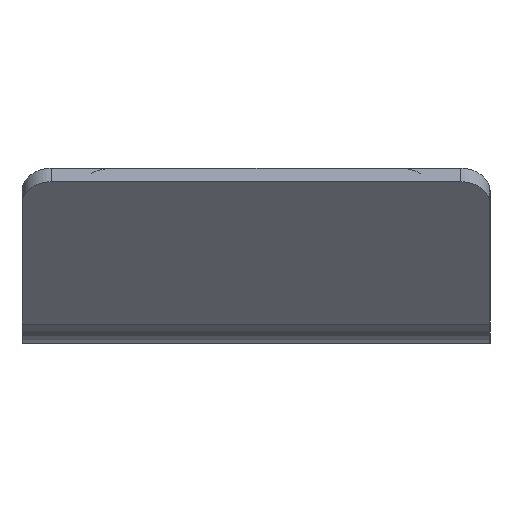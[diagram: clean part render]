
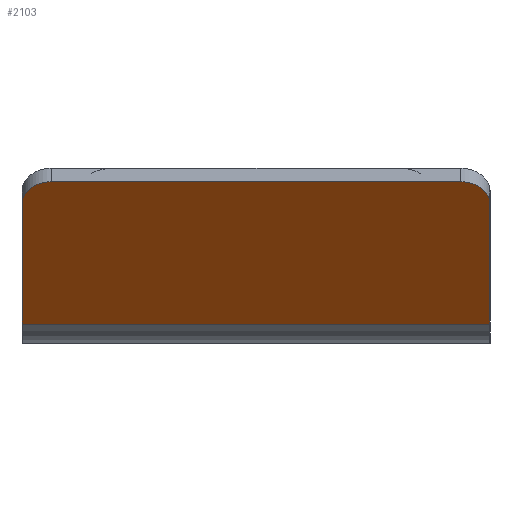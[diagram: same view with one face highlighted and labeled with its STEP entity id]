
A CAD part, left-side view. The second image highlights one B-rep face of the part: STEP entity #2103.
In plain terms, the highlighted planar face has unit normal (-0.749, 0, -0.663).
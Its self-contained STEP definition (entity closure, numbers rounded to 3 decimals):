
#23=DIRECTION('',(-0.663,0.,0.749));
#24=VECTOR('',#23,27.293);
#25=CARTESIAN_POINT('',(-174.497,0.,-47.431));
#26=LINE('',#25,#24);
#835=DIRECTION('',(0.,1.,0.));
#836=VECTOR('',#835,70.);
#837=CARTESIAN_POINT('',(-196.012,5.,-23.112));
#838=LINE('',#837,#836);
#847=CARTESIAN_POINT('',(-196.012,75.,-23.112));
#848=CARTESIAN_POINT('',(-196.012,75.848,-23.112));
#849=CARTESIAN_POINT('',(-195.757,77.16,-23.4));
#850=CARTESIAN_POINT('',(-195.044,78.628,-24.206));
#851=CARTESIAN_POINT('',(-194.034,79.648,-25.348));
#852=CARTESIAN_POINT('',(-193.143,80.,-26.354));
#853=CARTESIAN_POINT('',(-192.581,80.,-26.99));
#855=CARTESIAN_POINT('',(-192.581,0.,-26.99));
#856=CARTESIAN_POINT('',(-193.143,0.,-26.354));
#857=CARTESIAN_POINT('',(-194.034,0.352,
-25.348));
#858=CARTESIAN_POINT('',(-195.044,1.372,-24.206));
#859=CARTESIAN_POINT('',(-195.757,2.84,-23.4));
#860=CARTESIAN_POINT('',(-196.012,4.152,-23.112));
#861=CARTESIAN_POINT('',(-196.012,5.,-23.112));
#863=DIRECTION('',(0.,-1.,0.));
#864=VECTOR('',#863,80.);
#865=CARTESIAN_POINT('',(-174.497,80.,-47.431));
#866=LINE('',#865,#864);
#887=DIRECTION('',(-0.663,0.,0.749));
#888=VECTOR('',#887,27.293);
#889=CARTESIAN_POINT('',(-174.497,80.,-47.431));
#890=LINE('',#889,#888);
#917=CARTESIAN_POINT('',(-174.497,0.,-47.431));
#919=VERTEX_POINT('',#917);
#923=CARTESIAN_POINT('',(-174.497,80.,-47.431));
#924=VERTEX_POINT('',#923);
#985=CARTESIAN_POINT('',(-196.012,75.,-23.112));
#986=VERTEX_POINT('',#985);
#987=VERTEX_POINT('',#853);
#988=VERTEX_POINT('',#855);
#989=VERTEX_POINT('',#861);
#2087=CARTESIAN_POINT('',(-171.512,0.,-50.804));
#2088=DIRECTION('',(-0.749,0.,-0.663));
#2089=DIRECTION('',(-0.663,0.,0.749));
#2090=AXIS2_PLACEMENT_3D('',#2087,#2088,#2089);
#2091=PLANE('',#2090);
#2093=ORIENTED_EDGE('',*,*,#2092,.F.);
#2094=ORIENTED_EDGE('',*,*,#2065,.F.);
#2095=ORIENTED_EDGE('',*,*,#2079,.F.);
#2096=ORIENTED_EDGE('',*,*,#1144,.F.);
#2098=ORIENTED_EDGE('',*,*,#2097,.F.);
#2100=ORIENTED_EDGE('',*,*,#2099,.T.);
#2101=EDGE_LOOP('',(#2093,#2094,#2095,#2096,#2098,#2100));
#2102=FACE_OUTER_BOUND('',#2101,.F.);
#2103=ADVANCED_FACE('',(#2102),#2091,.T.);
#854=B_SPLINE_CURVE_WITH_KNOTS('',3,(#847,#848,#849,#850,#851,#852,#853),
.UNSPECIFIED.,.F.,.F.,(4,1,1,1,4),(0.,0.25,0.5,0.75,1.),
.UNSPECIFIED.);
#862=B_SPLINE_CURVE_WITH_KNOTS('',3,(#855,#856,#857,#858,#859,#860,#861),
.UNSPECIFIED.,.F.,.F.,(4,1,1,1,4),(0.,0.25,0.5,0.75,1.),
.UNSPECIFIED.);
#1144=EDGE_CURVE('',#919,#988,#26,.T.);
#2065=EDGE_CURVE('',#989,#986,#838,.T.);
#2079=EDGE_CURVE('',#988,#989,#862,.T.);
#2092=EDGE_CURVE('',#986,#987,#854,.T.);
#2097=EDGE_CURVE('',#924,#919,#866,.T.);
#2099=EDGE_CURVE('',#924,#987,#890,.T.);
